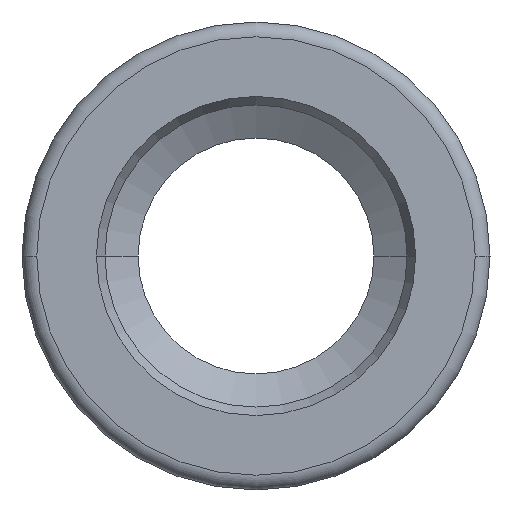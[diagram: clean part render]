
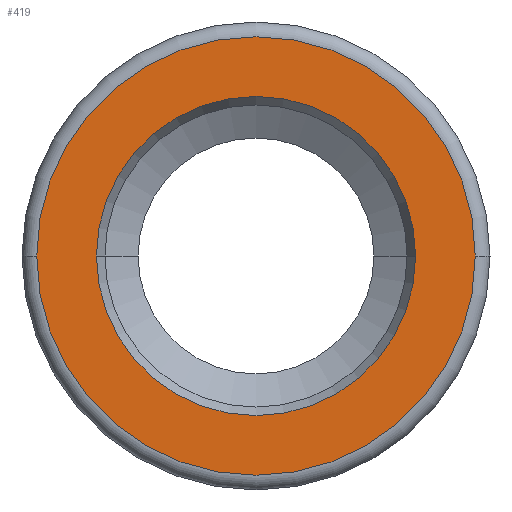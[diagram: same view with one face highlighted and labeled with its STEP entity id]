
A CAD part, left-side view. The second image highlights one B-rep face of the part: STEP entity #419.
In plain terms, the highlighted planar face has unit normal (-1, 0, 0).
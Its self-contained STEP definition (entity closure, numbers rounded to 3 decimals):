
#22=CARTESIAN_POINT('',(0.,0.,0.));
#23=DIRECTION('',(-1.,0.,0.));
#24=DIRECTION('',(0.,1.,0.));
#25=AXIS2_PLACEMENT_3D('',#22,#23,#24);
#27=CARTESIAN_POINT('',(0.,0.,0.));
#28=DIRECTION('',(1.,0.,0.));
#29=DIRECTION('',(0.,1.,0.));
#30=AXIS2_PLACEMENT_3D('',#27,#28,#29);
#32=CARTESIAN_POINT('',(0.,0.,0.));
#33=DIRECTION('',(1.,0.,0.));
#34=DIRECTION('',(0.,1.,0.));
#35=AXIS2_PLACEMENT_3D('',#32,#33,#34);
#45=CARTESIAN_POINT('',(0.,0.,0.));
#46=DIRECTION('',(-1.,0.,0.));
#47=DIRECTION('',(0.,1.,0.));
#48=AXIS2_PLACEMENT_3D('',#45,#46,#47);
#303=CARTESIAN_POINT('',(0.,14.875,0.));
#305=VERTEX_POINT('',#303);
#306=CARTESIAN_POINT('',(0.,10.827,0.));
#308=VERTEX_POINT('',#306);
#339=CARTESIAN_POINT('',(0.,-14.875,0.));
#341=VERTEX_POINT('',#339);
#342=CARTESIAN_POINT('',(0.,-10.827,0.));
#344=VERTEX_POINT('',#342);
#404=CARTESIAN_POINT('',(0.,0.,0.));
#405=DIRECTION('',(1.,0.,0.));
#406=DIRECTION('',(0.,-1.,0.));
#407=AXIS2_PLACEMENT_3D('',#404,#405,#406);
#408=PLANE('',#407);
#409=ORIENTED_EDGE('',*,*,#396,.F.);
#410=ORIENTED_EDGE('',*,*,#385,.T.);
#411=EDGE_LOOP('',(#409,#410));
#412=FACE_OUTER_BOUND('',#411,.F.);
#414=ORIENTED_EDGE('',*,*,#413,.F.);
#416=ORIENTED_EDGE('',*,*,#415,.T.);
#417=EDGE_LOOP('',(#414,#416));
#418=FACE_BOUND('',#417,.F.);
#419=ADVANCED_FACE('',(#412,#418),#408,.F.);
#26=CIRCLE('',#25,14.875);
#31=CIRCLE('',#30,14.875);
#36=CIRCLE('',#35,10.827);
#49=CIRCLE('',#48,10.827);
#385=EDGE_CURVE('',#305,#341,#31,.T.);
#396=EDGE_CURVE('',#305,#341,#26,.T.);
#413=EDGE_CURVE('',#308,#344,#36,.T.);
#415=EDGE_CURVE('',#308,#344,#49,.T.);
